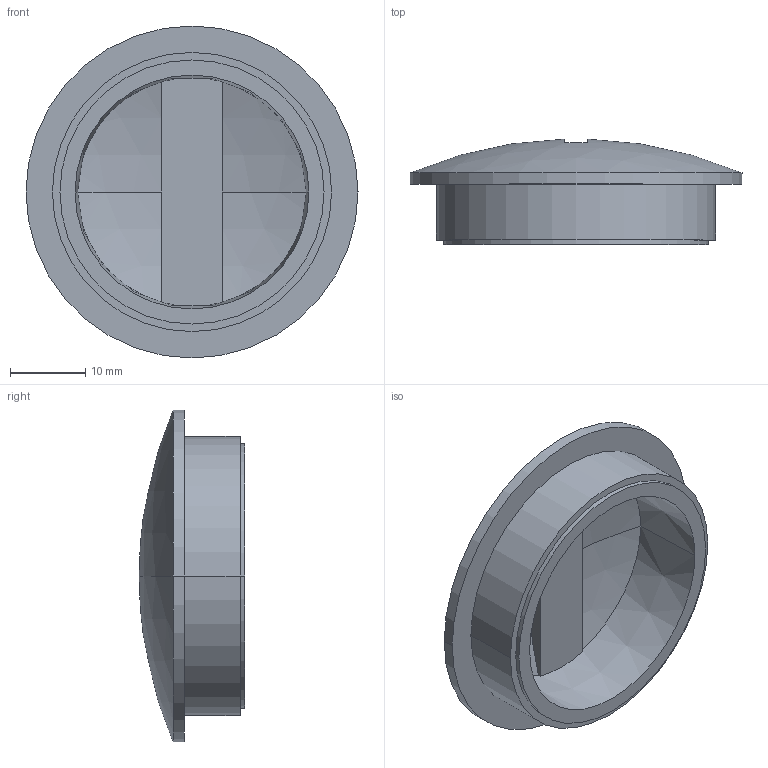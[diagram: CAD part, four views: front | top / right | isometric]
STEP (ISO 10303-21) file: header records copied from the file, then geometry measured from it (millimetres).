
FILE_DESCRIPTION (( 'STEP AP214' ), '1' );
FILE_NAME ('2033291.stp', '2020-02-19T08:03:11', ( '' ), ( '' ), 'SwSTEP 2.0', 'SolidWorks 2018', '' );
FILE_SCHEMA (( 'AUTOMOTIVE_DESIGN' ));
Length unit declared in the file: millimetre
Products named in the file (1): 2033291
Bounding box: 44 x 13.98 x 44 mm (x, y, z)
Volume: 6553.5 mm3; surface area: 5338.3 mm2
Topology: 1 solids, 1 shells, 25 faces, 56 edges, 36 vertices
Faces by surface type: plane 11, cylinder 6, sphere 6, cone 2
Entity records: 762 total; most frequent: CARTESIAN_POINT 142, DIRECTION 138, ORIENTED_EDGE 112, AXIS2_PLACEMENT_3D 60, EDGE_CURVE 56, VERTEX_POINT 36, CIRCLE 34, EDGE_LOOP 28
